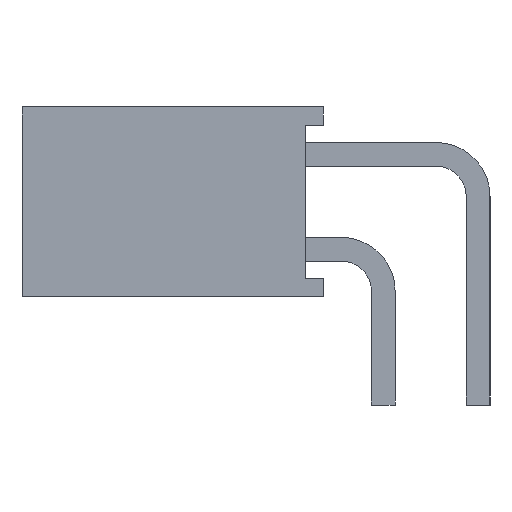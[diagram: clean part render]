
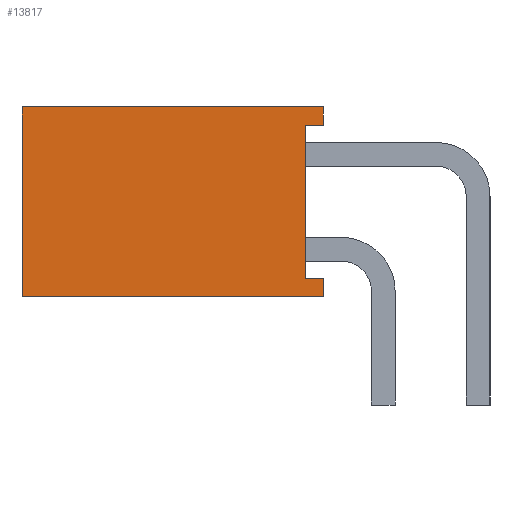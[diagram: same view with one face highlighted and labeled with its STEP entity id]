
A CAD part, left-side view. The second image highlights one B-rep face of the part: STEP entity #13817.
In plain terms, the highlighted planar face has unit normal (-1, 0, 0).
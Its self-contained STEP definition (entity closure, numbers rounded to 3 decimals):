
#7863=CARTESIAN_POINT('',(-12.15,2.27,4.));
#7864=VERTEX_POINT('',#7863);
#7871=CARTESIAN_POINT('',(-12.15,2.27,3.619));
#7872=VERTEX_POINT('',#7871);
#7873=CARTESIAN_POINT('',(-12.15,2.27,4.));
#7874=DIRECTION('',(0.0,0.0,-1.0));
#7875=VECTOR('',#7874,0.381);
#7876=LINE('',#7873,#7875);
#7877=EDGE_CURVE('',#7864,#7872,#7876,.T.);
#7969=CARTESIAN_POINT('',(-12.15,2.27,0.381));
#7970=VERTEX_POINT('',#7969);
#7977=CARTESIAN_POINT('',(-12.15,2.27,0.));
#7978=VERTEX_POINT('',#7977);
#7979=CARTESIAN_POINT('',(-12.15,2.27,0.381));
#7980=DIRECTION('',(0.0,0.0,-1.0));
#7981=VECTOR('',#7980,0.381);
#7982=LINE('',#7979,#7981);
#7983=EDGE_CURVE('',#7970,#7978,#7982,.T.);
#8025=CARTESIAN_POINT('',(-12.15,2.651,3.619));
#8026=VERTEX_POINT('',#8025);
#8027=CARTESIAN_POINT('',(-12.15,2.651,3.619));
#8028=DIRECTION('',(0.0,-1.0,0.0));
#8029=VECTOR('',#8028,0.381);
#8030=LINE('',#8027,#8029);
#8031=EDGE_CURVE('',#8026,#7872,#8030,.T.);
#8106=CARTESIAN_POINT('',(-12.15,2.651,0.381));
#8107=VERTEX_POINT('',#8106);
#8114=CARTESIAN_POINT('',(-12.15,2.27,0.381));
#8115=DIRECTION('',(0.0,1.0,0.0));
#8116=VECTOR('',#8115,0.381);
#8117=LINE('',#8114,#8116);
#8118=EDGE_CURVE('',#7970,#8107,#8117,.T.);
#8795=CARTESIAN_POINT('',(-12.15,2.651,0.381));
#8796=DIRECTION('',(0.0,0.0,1.0));
#8797=VECTOR('',#8796,3.238);
#8798=LINE('',#8795,#8797);
#8799=EDGE_CURVE('',#8107,#8026,#8798,.T.);
#8829=CARTESIAN_POINT('',(-12.15,8.62,0.));
#8830=VERTEX_POINT('',#8829);
#8831=CARTESIAN_POINT('',(-12.15,8.62,0.));
#8832=DIRECTION('',(0.0,-1.0,0.0));
#8833=VECTOR('',#8832,6.35);
#8834=LINE('',#8831,#8833);
#8835=EDGE_CURVE('',#8830,#7978,#8834,.T.);
#9097=CARTESIAN_POINT('',(-12.15,8.62,4.));
#9098=VERTEX_POINT('',#9097);
#9099=CARTESIAN_POINT('',(-12.15,8.62,4.));
#9100=DIRECTION('',(0.0,0.0,-1.0));
#9101=VECTOR('',#9100,4.0);
#9102=LINE('',#9099,#9101);
#9103=EDGE_CURVE('',#9098,#8830,#9102,.T.);
#10074=CARTESIAN_POINT('',(-12.15,8.62,4.));
#10075=DIRECTION('',(0.0,-1.0,0.0));
#10076=VECTOR('',#10075,6.35);
#10077=LINE('',#10074,#10076);
#10078=EDGE_CURVE('',#9098,#7864,#10077,.T.);
#13802=CARTESIAN_POINT('',(-12.15,8.62,4.));
#13803=DIRECTION('',(-1.0,0.0,0.0));
#13804=DIRECTION('',(0.0,0.0,1.0));
#13805=AXIS2_PLACEMENT_3D('',#13802,#13803,#13804);
#13806=PLANE('',#13805);
#13807=ORIENTED_EDGE('',*,*,#8118,.T.);
#13808=ORIENTED_EDGE('',*,*,#8799,.T.);
#13809=ORIENTED_EDGE('',*,*,#8031,.T.);
#13810=ORIENTED_EDGE('',*,*,#7877,.F.);
#13811=ORIENTED_EDGE('',*,*,#10078,.F.);
#13812=ORIENTED_EDGE('',*,*,#9103,.T.);
#13813=ORIENTED_EDGE('',*,*,#8835,.T.);
#13814=ORIENTED_EDGE('',*,*,#7983,.F.);
#13815=EDGE_LOOP('',(#13807,#13808,#13809,#13810,#13811,#13812,#13813,#13814));
#13816=FACE_OUTER_BOUND('',#13815,.T.);
#13817=ADVANCED_FACE('',(#13816),#13806,.T.);
